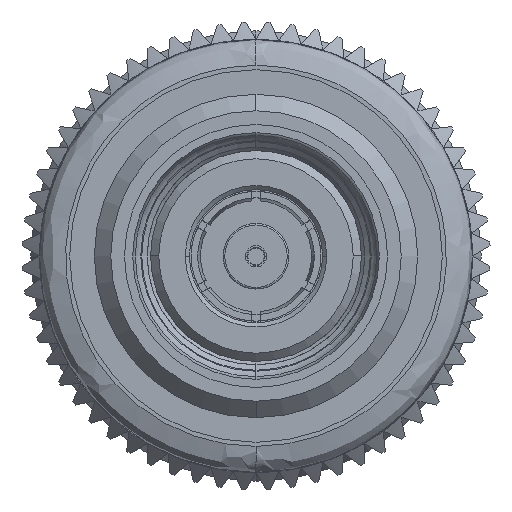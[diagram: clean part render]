
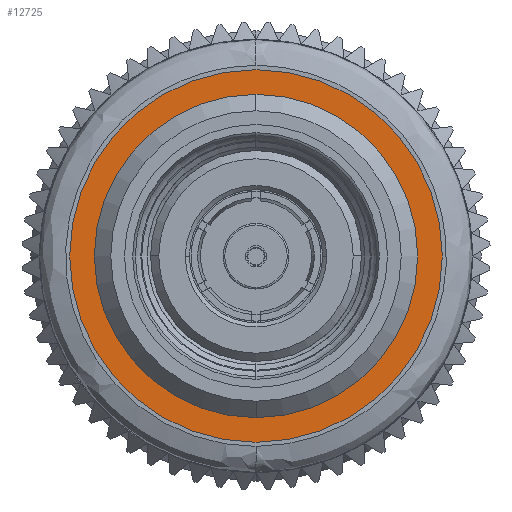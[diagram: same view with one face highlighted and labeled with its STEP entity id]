
A CAD part, left-side view. The second image highlights one B-rep face of the part: STEP entity #12725.
In plain terms, the highlighted face is planar.
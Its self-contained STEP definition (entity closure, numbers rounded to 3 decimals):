
#363 = FACE_BOUND ( 'NONE', #17622, .T. ) ;
#412 = CARTESIAN_POINT ( 'NONE',  ( 19.901, 0., 0. ) ) ;
#1747 = FACE_OUTER_BOUND ( 'NONE', #19473, .T. ) ;
#2176 = VERTEX_POINT ( 'NONE', #4473 ) ;
#2947 = ORIENTED_EDGE ( 'NONE', *, *, #18065, .T. ) ;
#3047 = CARTESIAN_POINT ( 'NONE',  ( 19.901, 0., 0. ) ) ;
#3077 = DIRECTION ( 'NONE',  ( -1., 0., 0. ) ) ;
#4288 = CARTESIAN_POINT ( 'NONE',  ( 19.901, 0., 0. ) ) ;
#4473 = CARTESIAN_POINT ( 'NONE',  ( 19.901, 0., -5.757 ) ) ;
#4675 = DIRECTION ( 'NONE',  ( 0., 0., 1. ) ) ;
#4767 = AXIS2_PLACEMENT_3D ( 'NONE', #4288, #10300, #4675 ) ;
#6382 = EDGE_CURVE ( 'NONE', #15557, #12599, #16351, .T. ) ;
#6600 = ORIENTED_EDGE ( 'NONE', *, *, #13093, .T. ) ;
#7584 = AXIS2_PLACEMENT_3D ( 'NONE', #14042, #17079, #12648 ) ;
#8840 = EDGE_CURVE ( 'NONE', #2176, #12129, #13431, .T. ) ;
#9121 = CARTESIAN_POINT ( 'NONE',  ( 19.901, 0., 4.995 ) ) ;
#9124 = AXIS2_PLACEMENT_3D ( 'NONE', #18594, #12491, #12398 ) ;
#10300 = DIRECTION ( 'NONE',  ( 1., 0., 0. ) ) ;
#10555 = ORIENTED_EDGE ( 'NONE', *, *, #6382, .T. ) ;
#10926 = AXIS2_PLACEMENT_3D ( 'NONE', #3047, #14759, #17700 ) ;
#12129 = VERTEX_POINT ( 'NONE', #17306 ) ;
#12288 = PLANE ( 'NONE',  #7584 ) ;
#12398 = DIRECTION ( 'NONE',  ( 0., 0., 1. ) ) ;
#12424 = DIRECTION ( 'NONE',  ( 0., 0., 1. ) ) ;
#12491 = DIRECTION ( 'NONE',  ( -1., 0., 0. ) ) ;
#12599 = VERTEX_POINT ( 'NONE', #9121 ) ;
#12648 = DIRECTION ( 'NONE',  ( 0., 0., -1. ) ) ;
#12725 = ADVANCED_FACE ( 'NONE', ( #363, #1747 ), #12288, .T. ) ;
#13042 = AXIS2_PLACEMENT_3D ( 'NONE', #412, #3077, #12424 ) ;
#13093 = EDGE_CURVE ( 'NONE', #12129, #2176, #16702, .T. ) ;
#13431 = CIRCLE ( 'NONE', #10926, 5.757 ) ;
#14042 = CARTESIAN_POINT ( 'NONE',  ( 19.901, 0., 0. ) ) ;
#14759 = DIRECTION ( 'NONE',  ( 1., 0., 0. ) ) ;
#15399 = ORIENTED_EDGE ( 'NONE', *, *, #8840, .T. ) ;
#15557 = VERTEX_POINT ( 'NONE', #18975 ) ;
#16351 = CIRCLE ( 'NONE', #9124, 4.995 ) ;
#16702 = CIRCLE ( 'NONE', #4767, 5.757 ) ;
#17079 = DIRECTION ( 'NONE',  ( 1., 0., 0. ) ) ;
#17306 = CARTESIAN_POINT ( 'NONE',  ( 19.901, 0., 5.757 ) ) ;
#17622 = EDGE_LOOP ( 'NONE', ( #2947, #10555 ) ) ;
#17700 = DIRECTION ( 'NONE',  ( 0., 0., 1. ) ) ;
#18063 = CIRCLE ( 'NONE', #13042, 4.995 ) ;
#18065 = EDGE_CURVE ( 'NONE', #12599, #15557, #18063, .T. ) ;
#18594 = CARTESIAN_POINT ( 'NONE',  ( 19.901, 0., 0. ) ) ;
#18975 = CARTESIAN_POINT ( 'NONE',  ( 19.901, 0., -4.995 ) ) ;
#19473 = EDGE_LOOP ( 'NONE', ( #6600, #15399 ) ) ;
